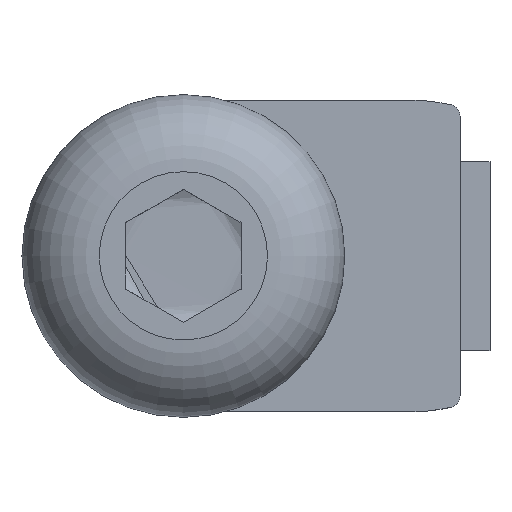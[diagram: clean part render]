
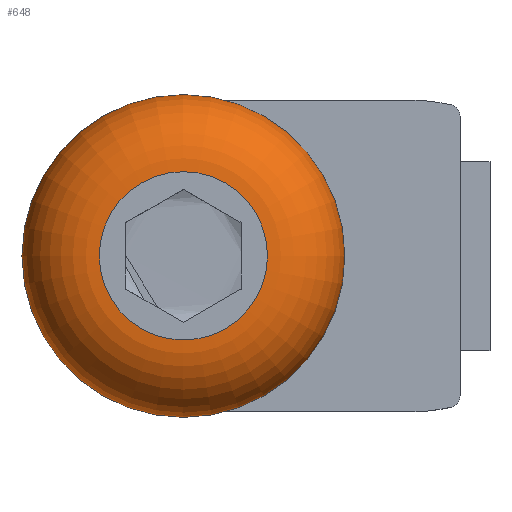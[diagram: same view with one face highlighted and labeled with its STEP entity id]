
A CAD part, top view. The second image highlights one B-rep face of the part: STEP entity #648.
In plain terms, the highlighted toroidal (fillet/blend) face has major radius 3.65 mm and minor radius 3.35 mm.
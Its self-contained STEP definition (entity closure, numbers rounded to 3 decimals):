
#29=TOROIDAL_SURFACE('',#771,3.65,3.35);
#62=CIRCLE('',#772,7.);
#63=CIRCLE('',#773,7.);
#64=CIRCLE('',#774,3.35);
#65=CIRCLE('',#775,3.65);
#100=FACE_OUTER_BOUND('',#139,.T.);
#139=EDGE_LOOP('',(#547,#548,#549,#550,#551));
#311=VERTEX_POINT('',#1114);
#312=VERTEX_POINT('',#1115);
#313=VERTEX_POINT('',#1118);
#393=EDGE_CURVE('',#311,#312,#62,.T.);
#394=EDGE_CURVE('',#312,#311,#63,.T.);
#395=EDGE_CURVE('',#311,#313,#64,.T.);
#396=EDGE_CURVE('',#313,#313,#65,.T.);
#547=ORIENTED_EDGE('',*,*,#393,.T.);
#548=ORIENTED_EDGE('',*,*,#394,.T.);
#549=ORIENTED_EDGE('',*,*,#395,.T.);
#550=ORIENTED_EDGE('',*,*,#396,.T.);
#551=ORIENTED_EDGE('',*,*,#395,.F.);
#648=ADVANCED_FACE('',(#100),#29,.T.);
#771=AXIS2_PLACEMENT_3D('',#1113,#930,#931);
#772=AXIS2_PLACEMENT_3D('',#1116,#932,#933);
#773=AXIS2_PLACEMENT_3D('',#1117,#934,#935);
#774=AXIS2_PLACEMENT_3D('',#1119,#936,#937);
#775=AXIS2_PLACEMENT_3D('',#1120,#938,#939);
#930=DIRECTION('center_axis',(1.,0.,0.));
#931=DIRECTION('ref_axis',(0.,0.,-1.));
#932=DIRECTION('center_axis',(-1.,0.,0.));
#933=DIRECTION('ref_axis',(0.,-1.,0.));
#934=DIRECTION('center_axis',(-1.,0.,0.));
#935=DIRECTION('ref_axis',(0.,-1.,0.));
#936=DIRECTION('center_axis',(0.,-1.,0.));
#937=DIRECTION('ref_axis',(0.,0.,1.));
#938=DIRECTION('center_axis',(1.,0.,0.));
#939=DIRECTION('ref_axis',(0.,-1.,0.));
#1113=CARTESIAN_POINT('Origin',(-1.05,0.,0.));
#1114=CARTESIAN_POINT('',(-1.05,0.,7.));
#1115=CARTESIAN_POINT('',(-1.05,-7.,0.));
#1116=CARTESIAN_POINT('Origin',(-1.05,0.,0.));
#1117=CARTESIAN_POINT('Origin',(-1.05,0.,0.));
#1118=CARTESIAN_POINT('',(-4.4,0.,3.65));
#1119=CARTESIAN_POINT('Origin',(-1.05,0.,3.65));
#1120=CARTESIAN_POINT('Origin',(-4.4,0.,0.));
